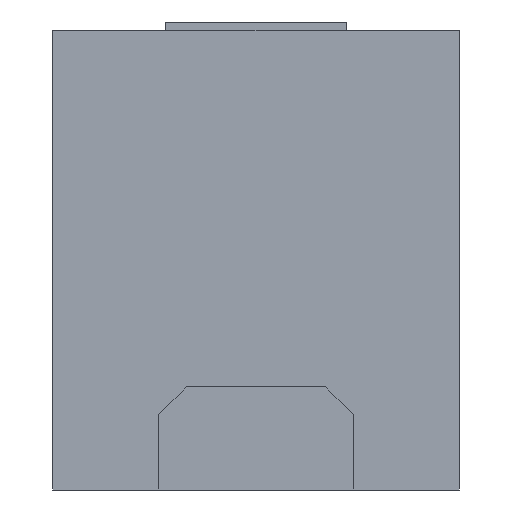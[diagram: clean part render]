
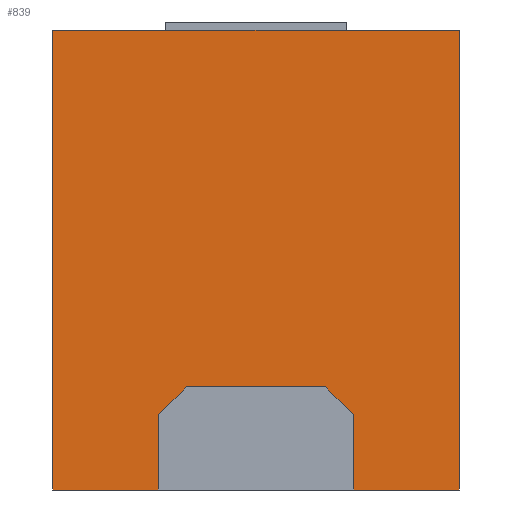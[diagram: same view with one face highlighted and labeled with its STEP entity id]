
A CAD part, front view. The second image highlights one B-rep face of the part: STEP entity #839.
In plain terms, the highlighted face is planar.
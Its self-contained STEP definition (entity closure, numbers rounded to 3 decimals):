
#354=CARTESIAN_POINT('',(7.3,15.15,-0.3));
#355=VERTEX_POINT('',#354);
#362=CARTESIAN_POINT('',(-7.3,15.15,-0.3));
#363=VERTEX_POINT('',#362);
#364=CARTESIAN_POINT('',(-7.3,15.15,-0.3));
#365=DIRECTION('',(1.,0.,-0.));
#366=VECTOR('',#365,14.6);
#367=LINE('',#364,#366);
#368=EDGE_CURVE('',#363,#355,#367,.T.);
#547=CARTESIAN_POINT('',(3.5,15.15,-14.1));
#548=VERTEX_POINT('',#547);
#555=CARTESIAN_POINT('',(3.5,15.15,-16.8));
#556=VERTEX_POINT('',#555);
#557=CARTESIAN_POINT('',(3.5,15.15,-16.8));
#558=DIRECTION('',(0.,0.,1.));
#559=VECTOR('',#558,2.7);
#560=LINE('',#557,#559);
#561=EDGE_CURVE('',#556,#548,#560,.T.);
#578=CARTESIAN_POINT('',(-2.5,15.15,-13.1));
#579=VERTEX_POINT('',#578);
#587=CARTESIAN_POINT('',(-3.5,15.15,-14.1));
#588=VERTEX_POINT('',#587);
#595=CARTESIAN_POINT('',(-2.5,15.15,-13.1));
#596=DIRECTION('',(-0.707,0.,-0.707));
#597=VECTOR('',#596,1.414);
#598=LINE('',#595,#597);
#599=EDGE_CURVE('',#579,#588,#598,.T.);
#610=CARTESIAN_POINT('',(2.5,15.15,-13.1));
#611=VERTEX_POINT('',#610);
#612=CARTESIAN_POINT('',(2.5,15.15,-13.1));
#613=DIRECTION('',(-1.,0.,0.));
#614=VECTOR('',#613,5.);
#615=LINE('',#612,#614);
#616=EDGE_CURVE('',#611,#579,#615,.T.);
#635=CARTESIAN_POINT('',(-7.3,15.15,-16.8));
#636=VERTEX_POINT('',#635);
#637=CARTESIAN_POINT('',(-7.3,15.15,-16.8));
#638=DIRECTION('',(0.,0.,1.));
#639=VECTOR('',#638,16.5);
#640=LINE('',#637,#639);
#641=EDGE_CURVE('',#636,#363,#640,.T.);
#659=CARTESIAN_POINT('',(-3.5,15.15,-16.8));
#660=VERTEX_POINT('',#659);
#667=CARTESIAN_POINT('',(-3.5,15.15,-14.1));
#668=DIRECTION('',(0.,0.,-1.));
#669=VECTOR('',#668,2.7);
#670=LINE('',#667,#669);
#671=EDGE_CURVE('',#588,#660,#670,.T.);
#756=CARTESIAN_POINT('',(7.3,15.15,-16.8));
#757=VERTEX_POINT('',#756);
#758=CARTESIAN_POINT('',(7.3,15.15,-16.8));
#759=DIRECTION('',(-1.,0.,0.));
#760=VECTOR('',#759,3.8);
#761=LINE('',#758,#760);
#762=EDGE_CURVE('',#757,#556,#761,.T.);
#776=CARTESIAN_POINT('',(-3.5,15.15,-16.8));
#777=DIRECTION('',(-1.,0.,0.));
#778=VECTOR('',#777,3.8);
#779=LINE('',#776,#778);
#780=EDGE_CURVE('',#660,#636,#779,.T.);
#808=CARTESIAN_POINT('',(3.5,15.15,-14.1));
#809=DIRECTION('',(-0.707,0.,0.707));
#810=VECTOR('',#809,1.414);
#811=LINE('',#808,#810);
#812=EDGE_CURVE('',#548,#611,#811,.T.);
#817=CARTESIAN_POINT('',(-0.,15.15,-8.6));
#818=DIRECTION('',(0.,1.,0.));
#819=DIRECTION('',(1.,0.,0.));
#820=AXIS2_PLACEMENT_3D('',#817,#818,#819);
#821=PLANE('',#820);
#822=ORIENTED_EDGE('',*,*,#762,.T.);
#823=ORIENTED_EDGE('',*,*,#561,.T.);
#824=ORIENTED_EDGE('',*,*,#812,.T.);
#825=ORIENTED_EDGE('',*,*,#616,.T.);
#826=ORIENTED_EDGE('',*,*,#599,.T.);
#827=ORIENTED_EDGE('',*,*,#671,.T.);
#828=ORIENTED_EDGE('',*,*,#780,.T.);
#829=ORIENTED_EDGE('',*,*,#641,.T.);
#830=ORIENTED_EDGE('',*,*,#368,.T.);
#831=CARTESIAN_POINT('',(7.3,15.15,-16.8));
#832=DIRECTION('',(0.,0.,1.));
#833=VECTOR('',#832,16.5);
#834=LINE('',#831,#833);
#835=EDGE_CURVE('',#757,#355,#834,.T.);
#836=ORIENTED_EDGE('',*,*,#835,.F.);
#837=EDGE_LOOP('',(#822,#823,#824,#825,#826,#827,#828,#829,#830,#836));
#838=FACE_BOUND('',#837,.T.);
#839=ADVANCED_FACE('',(#838),#821,.T.);
